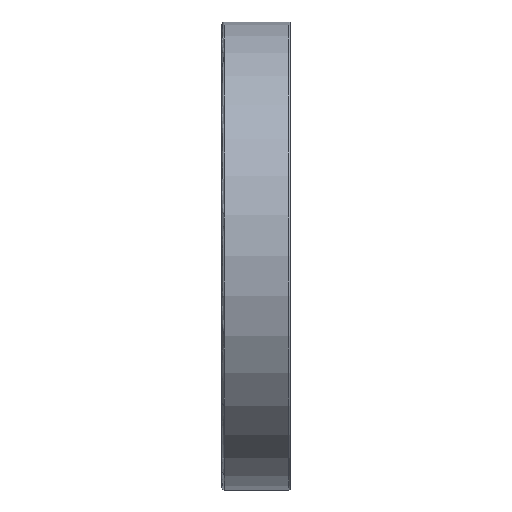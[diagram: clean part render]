
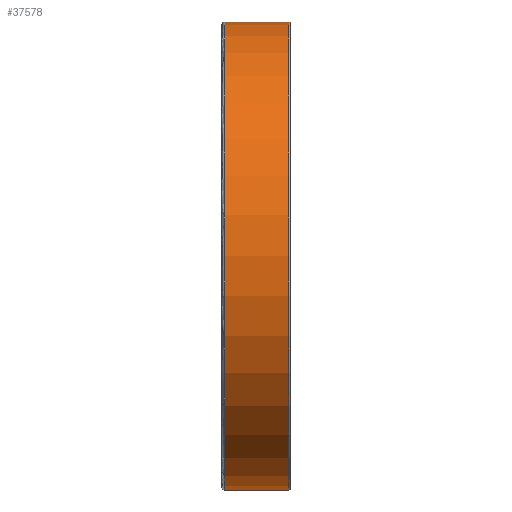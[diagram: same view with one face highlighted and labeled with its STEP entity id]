
A CAD part, top view. The second image highlights one B-rep face of the part: STEP entity #37578.
In plain terms, the highlighted cylindrical face has radius 55 mm (diameter 110 mm), a partial arc.
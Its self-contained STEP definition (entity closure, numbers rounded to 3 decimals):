
#26708=DIRECTION('',(-1.,0.,0.));
#26709=VECTOR('',#26708,15.1);
#26710=CARTESIAN_POINT('',(7.7,55.,0.));
#26711=LINE('',#26710,#26709);
#26715=DIRECTION('',(-1.,0.,0.));
#26716=VECTOR('',#26715,15.1);
#26717=CARTESIAN_POINT('',(7.7,-55.,0.));
#26718=LINE('',#26717,#26716);
#26730=CARTESIAN_POINT('',(7.7,0.,0.));
#26731=DIRECTION('',(1.,0.,0.));
#26732=DIRECTION('',(0.,1.,0.));
#26733=AXIS2_PLACEMENT_3D('',#26730,#26731,#26732);
#26738=CARTESIAN_POINT('',(-7.4,0.,0.));
#26739=DIRECTION('',(1.,0.,0.));
#26740=DIRECTION('',(0.,1.,0.));
#26741=AXIS2_PLACEMENT_3D('',#26738,#26739,#26740);
#34220=CARTESIAN_POINT('',(7.7,55.,0.));
#34221=CARTESIAN_POINT('',(-7.4,55.,0.));
#34222=VERTEX_POINT('',#34220);
#34223=VERTEX_POINT('',#34221);
#34232=CARTESIAN_POINT('',(7.7,-55.,0.));
#34233=CARTESIAN_POINT('',(-7.4,-55.,0.));
#34234=VERTEX_POINT('',#34232);
#34235=VERTEX_POINT('',#34233);
#37566=CARTESIAN_POINT('',(-8.8,0.,0.));
#37567=DIRECTION('',(1.,0.,0.));
#37568=DIRECTION('',(0.,-1.,0.));
#37569=AXIS2_PLACEMENT_3D('',#37566,#37567,#37568);
#37570=CYLINDRICAL_SURFACE('',#37569,55.);
#37571=ORIENTED_EDGE('',*,*,#37556,.F.);
#37572=ORIENTED_EDGE('',*,*,#37533,.T.);
#37573=ORIENTED_EDGE('',*,*,#37560,.T.);
#37575=ORIENTED_EDGE('',*,*,#37574,.F.);
#37576=EDGE_LOOP('',(#37571,#37572,#37573,#37575));
#37577=FACE_OUTER_BOUND('',#37576,.F.);
#26734=CIRCLE('',#26733,55.);
#26742=CIRCLE('',#26741,55.);
#37533=EDGE_CURVE('',#34222,#34234,#26734,.T.);
#37556=EDGE_CURVE('',#34222,#34223,#26711,.T.);
#37560=EDGE_CURVE('',#34234,#34235,#26718,.T.);
#37574=EDGE_CURVE('',#34223,#34235,#26742,.T.);
#37578=ADVANCED_FACE('',(#37577),#37570,.T.);
